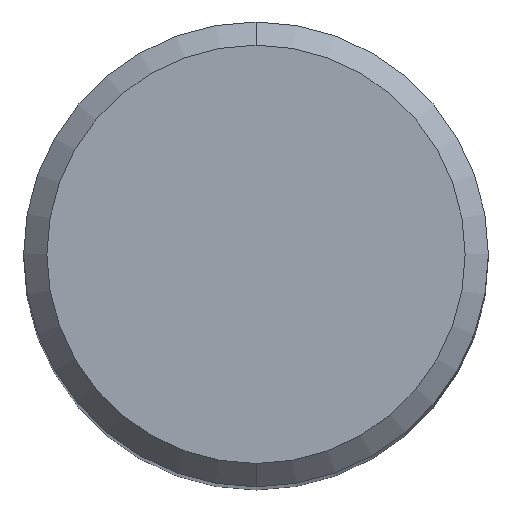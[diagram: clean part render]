
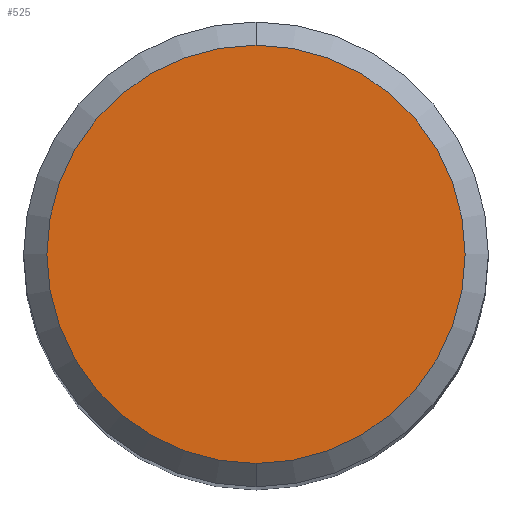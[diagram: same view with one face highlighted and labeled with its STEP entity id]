
A CAD part, top view. The second image highlights one B-rep face of the part: STEP entity #525.
In plain terms, the highlighted planar face has unit normal (0, 0, 1).
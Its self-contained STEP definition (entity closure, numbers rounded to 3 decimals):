
#357=EDGE_CURVE('',#685,#461,#960,.T.);
#395=EDGE_CURVE('',#461,#685,#1000,.T.);
#461=VERTEX_POINT('',#1071);
#525=ADVANCED_FACE('',(#1141),#1142,.T.);
#685=VERTEX_POINT('',#1314);
#960=CIRCLE('',#1659,4.5);
#1000=CIRCLE('',#1809,4.5);
#1071=CARTESIAN_POINT('',(0.0,4.5,0.0));
#1141=FACE_OUTER_BOUND('',#2799,.T.);
#1142=PLANE('',#2800);
#1314=CARTESIAN_POINT('',(0.,-4.5,0.0));
#1659=AXIS2_PLACEMENT_3D('',#6054,#6055,#6056);
#1809=AXIS2_PLACEMENT_3D('',#6082,#6083,#6084);
#2799=EDGE_LOOP('',(#6235,#6236));
#2800=AXIS2_PLACEMENT_3D('',#6237,#6238,#6239);
#6054=CARTESIAN_POINT('',(0.0,0.0,0.0));
#6055=DIRECTION('',(0.0,0.0,-1.0));
#6056=DIRECTION('',(0.0,1.0,0.0));
#6082=CARTESIAN_POINT('',(0.0,0.0,0.0));
#6083=DIRECTION('',(0.0,0.0,-1.0));
#6084=DIRECTION('',(0.0,1.0,0.0));
#6235=ORIENTED_EDGE('',*,*,#395,.F.);
#6236=ORIENTED_EDGE('',*,*,#357,.F.);
#6237=CARTESIAN_POINT('',(0.0,2.25,0.0));
#6238=DIRECTION('',(-0.0,0.0,1.0));
#6239=DIRECTION('',(0.0,-1.0,0.0));
